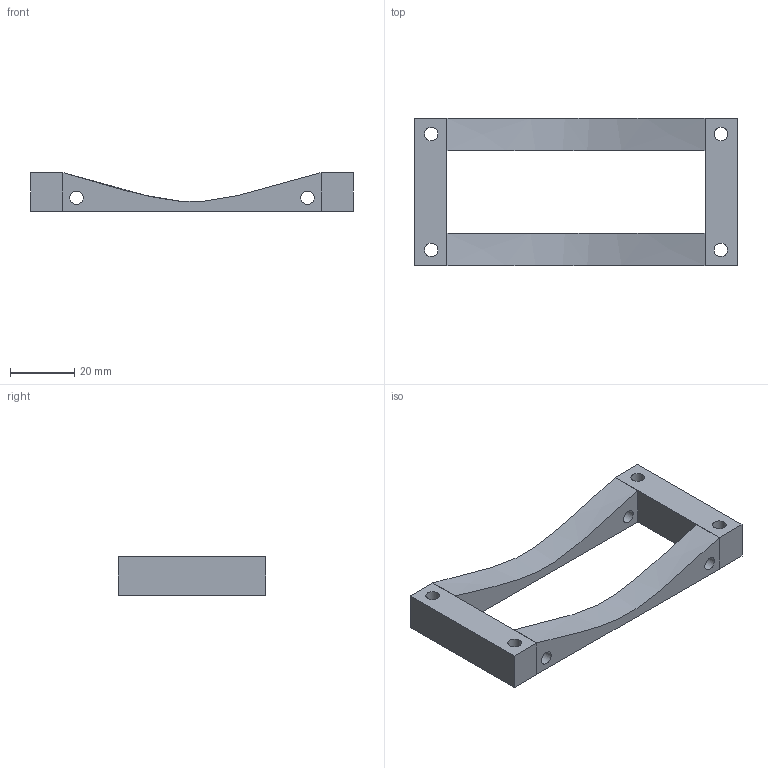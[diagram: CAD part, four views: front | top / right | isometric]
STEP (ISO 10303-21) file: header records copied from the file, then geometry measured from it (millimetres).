
FILE_DESCRIPTION(/* description */ (''),/* implementation_level */ '2;1');
FILE_NAME(/* name */ 'Fan Support v3.step',/* time_stamp */ '2020-04-09T02:26:33+02:00',/* author */ (''),/* organization */ (''),/* preprocessor_version */ 'ST-DEVELOPER v18',/* originating_system */ 'Autodesk Translation Framework v8.12.0.6',/* authorisation */ '');
FILE_SCHEMA (('AUTOMOTIVE_DESIGN { 1 0 10303 214 3 1 1 }'));
Length unit declared in the file: millimetre
Products named in the file (1): Fan Support
Bounding box: 100.2 x 45.75 x 12 mm (x, y, z)
Volume: 20431.1 mm3; surface area: 11312.4 mm2
Topology: 4 solids, 4 shells, 32 faces, 80 edges, 56 vertices
Faces by surface type: plane 22, cylinder 8, bspline 2
Full cylindrical faces by diameter (mm): 4.2 x8
Entity records: 2160 total; most frequent: CARTESIAN_POINT 1311, DIRECTION 162, ORIENTED_EDGE 160, EDGE_CURVE 80, VERTEX_POINT 56, AXIS2_PLACEMENT_3D 55, LINE 52, VECTOR 52
